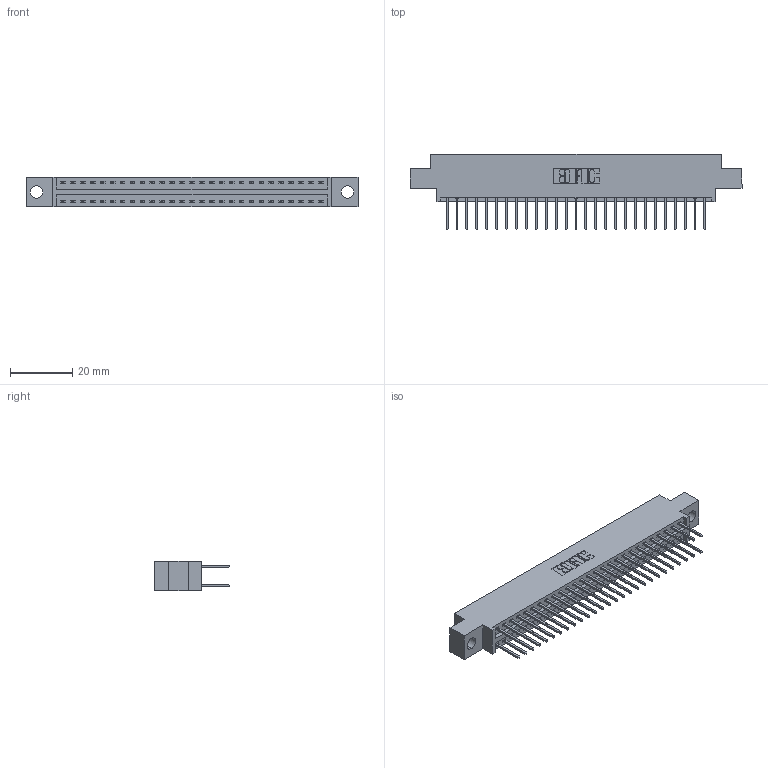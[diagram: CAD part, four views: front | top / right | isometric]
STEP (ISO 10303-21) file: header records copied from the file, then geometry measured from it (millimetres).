
FILE_DESCRIPTION (( 'STEP AP203' ), '1' );
FILE_NAME ('346-054-526-804.STEP', '2022-05-21T03:18:58', ( '' ), ( '' ), 'SwSTEP 2.0', 'SolidWorks 2020', '' );
FILE_SCHEMA (( 'CONFIG_CONTROL_DESIGN' ));
Length unit declared in the file: inch
Products named in the file (3): 346-054-526-804; 346 Part_0.170 Offset - 0.156 Dia-TH; 345-292-001_345-293-126
Assembly tree (55 placements, depth 2):
  346-054-526-804
    346 Part_0.170 Offset - 0.156 Dia-TH
    345-292-001_345-293-126  x54
Bounding box: 106.3 x 24.13 x 9.4 mm (x, y, z)
Volume: 10077 mm3; surface area: 14039.6 mm2
Topology: 55 solids, 55 shells, 2948 faces, 8747 edges, 5758 vertices
Faces by surface type: plane 1984, cylinder 964
Entity records: 20209 total; most frequent: CARTESIAN_POINT 3358, ORIENTED_EDGE 3290, DIRECTION 3009, EDGE_CURVE 1645, VECTOR 1405, LINE 1405, VERTEX_POINT 1094, AXIS2_PLACEMENT_3D 802
